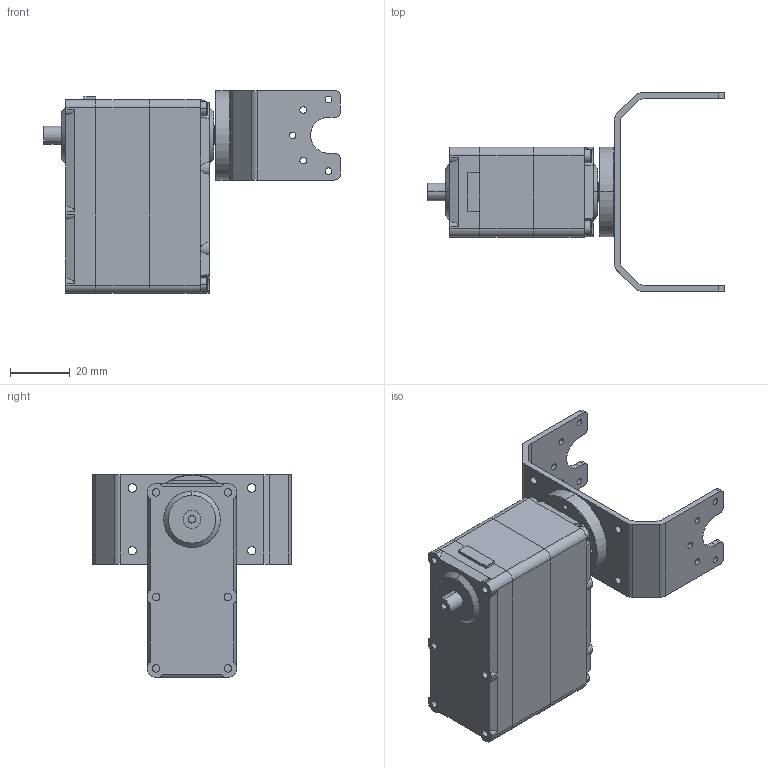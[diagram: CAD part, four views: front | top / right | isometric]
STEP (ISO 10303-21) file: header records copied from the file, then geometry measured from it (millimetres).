
FILE_DESCRIPTION((''),'2;1');
FILE_NAME('RDS5160_V39_ASM','2023-10-12T11:05:15',('ccha425'),('Department of Mechanical Engineering, The University of Auckland'),'CREO PARAMETRIC BY PTC INC, 2017260','CREO PARAMETRIC BY PTC INC, 2017260','');
FILE_SCHEMA(('CONFIG_CONTROL_DESIGN'));
Length unit declared in the file: millimetre
Products named in the file (12): DIN_EN_ISO_4762_M2_5X25_IPT; RDS3235_GEAR_25R_0_00; BODY1; BODY2-2448; BODY3; BODY11; RDS5160_1_ASM; WHEEL_ASM; WHEEL_GEAR; SUPPORT_LARGE_2; RDS5160_ASM; RDS5160_V39_ASM
Assembly tree (14 placements, depth 4):
  RDS5160_V39_ASM
    RDS5160_ASM
      RDS5160_1_ASM
        DIN_EN_ISO_4762_M2_5X25_IPT  x4
        RDS3235_GEAR_25R_0_00
        BODY1
        BODY2-2448
        BODY3
        BODY11
      WHEEL_ASM
      WHEEL_GEAR
      SUPPORT_LARGE_2
Bounding box: 99.5 x 66.5 x 68 mm (x, y, z)
Volume: 67206.7 mm3; surface area: 36580.4 mm2
Topology: 11 solids, 11 shells, 1014 faces, 3429 edges, 2523 vertices
Faces by surface type: cylinder 579, plane 273, cone 74, extrusion 48, bspline 24, torus 16
Entity records: 42260 total; most frequent: CARTESIAN_POINT 21237, ORIENTED_EDGE 4970, DIRECTION 3547, EDGE_CURVE 2485, VERTEX_POINT 1914, AXIS2_PLACEMENT_3D 1227, VECTOR 1093, LINE 1045
